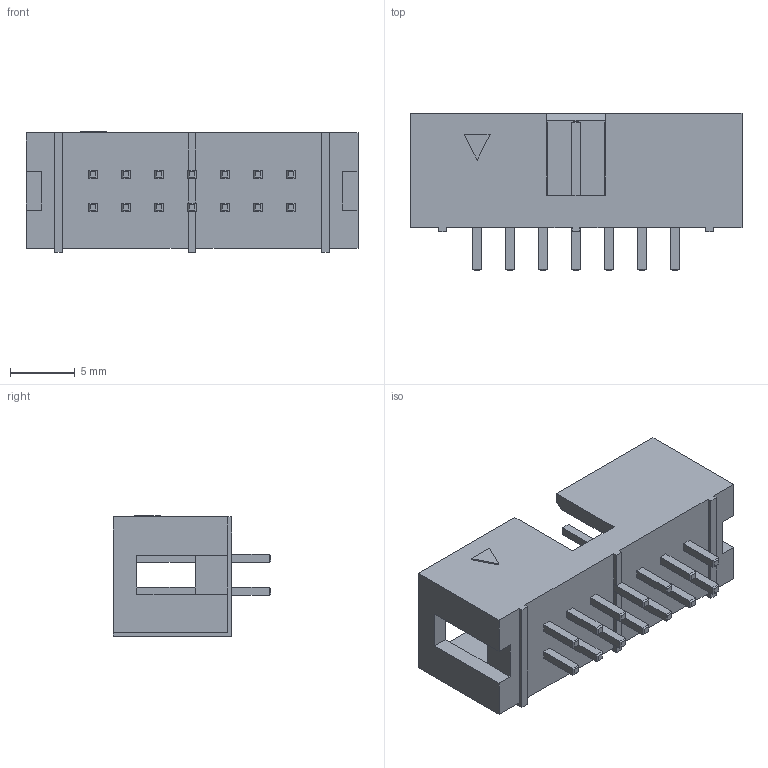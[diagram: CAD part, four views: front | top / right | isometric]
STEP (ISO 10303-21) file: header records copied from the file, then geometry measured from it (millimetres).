
FILE_DESCRIPTION (( 'STEP AP214' ), '1' );
FILE_NAME ('User Library-BH-10..64.STEP', '2019-02-19T07:07:49', ( '' ), ( '' ), 'SwSTEP 2.0', 'SolidWorks 2019', '' );
FILE_SCHEMA (( 'AUTOMOTIVE_DESIGN' ));
Length unit declared in the file: millimetre
Products named in the file (1): User Library-BH-10..64
Bounding box: 25.58 x 12.1 x 9.3 mm (x, y, z)
Volume: 1023.7 mm3; surface area: 1709.9 mm2
Topology: 1 solids, 1 shells, 307 faces, 726 edges, 444 vertices
Faces by surface type: plane 307
Entity records: 11294 total; most frequent: CARTESIAN_POINT 1478, ORIENTED_EDGE 1452, DIRECTION 1342, LINE 726, EDGE_CURVE 726, VECTOR 726, VERTEX_POINT 444, EDGE_LOOP 334
